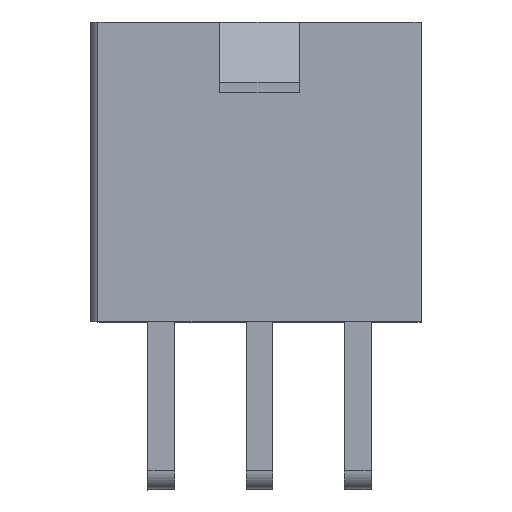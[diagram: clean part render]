
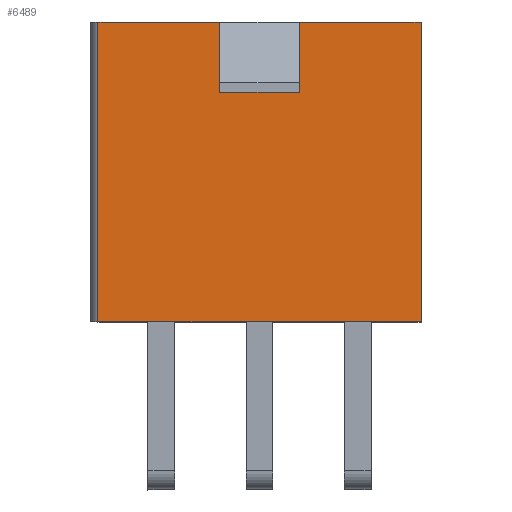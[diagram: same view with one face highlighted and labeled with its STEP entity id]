
A CAD part, top view. The second image highlights one B-rep face of the part: STEP entity #6489.
In plain terms, the highlighted planar face has unit normal (0, 0, 1).
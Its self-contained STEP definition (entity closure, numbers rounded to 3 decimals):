
#563=ORIENTED_EDGE('',*,*,#1721,.F.);
#564=ORIENTED_EDGE('',*,*,#1722,.F.);
#565=ORIENTED_EDGE('',*,*,#1725,.F.);
#566=ORIENTED_EDGE('',*,*,#1775,.F.);
#567=ORIENTED_EDGE('',*,*,#1774,.T.);
#568=ORIENTED_EDGE('',*,*,#1776,.T.);
#569=ORIENTED_EDGE('',*,*,#1769,.F.);
#570=ORIENTED_EDGE('',*,*,#1777,.F.);
#1721=EDGE_CURVE('',#2304,#2303,#2760,.T.);
#1722=EDGE_CURVE('',#2305,#2304,#2761,.T.);
#1725=EDGE_CURVE('',#2306,#2305,#2764,.T.);
#1769=EDGE_CURVE('',#2338,#2339,#2808,.T.);
#1774=EDGE_CURVE('',#2340,#2341,#2813,.T.);
#1775=EDGE_CURVE('',#2340,#2306,#2814,.T.);
#1776=EDGE_CURVE('',#2341,#2339,#2815,.T.);
#1777=EDGE_CURVE('',#2303,#2338,#2816,.T.);
#2303=VERTEX_POINT('',#8797);
#2304=VERTEX_POINT('',#8799);
#2305=VERTEX_POINT('',#8803);
#2306=VERTEX_POINT('',#8807);
#2338=VERTEX_POINT('',#8896);
#2339=VERTEX_POINT('',#8898);
#2340=VERTEX_POINT('',#8903);
#2341=VERTEX_POINT('',#8905);
#2760=LINE('',#8800,#3355);
#2761=LINE('',#8802,#3356);
#2764=LINE('',#8808,#3359);
#2808=LINE('',#8897,#3403);
#2813=LINE('',#8906,#3408);
#2814=LINE('',#8908,#3409);
#2815=LINE('',#8909,#3410);
#2816=LINE('',#8910,#3411);
#3355=VECTOR('',#7367,1000.);
#3356=VECTOR('',#7370,1000.);
#3359=VECTOR('',#7375,1000.);
#3403=VECTOR('',#7445,1000.);
#3408=VECTOR('',#7452,1000.);
#3409=VECTOR('',#7455,1000.);
#3410=VECTOR('',#7456,1000.);
#3411=VECTOR('',#7457,1000.);
#3801=EDGE_LOOP('',(#563,#564,#565,#566,#567,#568,#569,#570));
#4102=FACE_BOUND('',#3801,.T.);
#4391=PLANE('',#6764);
#6489=ADVANCED_FACE('',(#4102),#4391,.T.);
#6764=AXIS2_PLACEMENT_3D('',#8907,#7453,#7454);
#7367=DIRECTION('',(0.,-1.,0.));
#7370=DIRECTION('',(-1.,0.,0.));
#7375=DIRECTION('',(0.,1.,0.));
#7445=DIRECTION('',(0.,1.,0.));
#7452=DIRECTION('',(0.,1.,0.));
#7453=DIRECTION('',(0.,0.,1.));
#7454=DIRECTION('',(1.,0.,0.));
#7455=DIRECTION('',(-1.,0.,0.));
#7456=DIRECTION('',(-1.,0.,0.));
#7457=DIRECTION('',(-1.,0.,0.));
#8797=CARTESIAN_POINT('',(-1.7,-6.4,4.8));
#8799=CARTESIAN_POINT('',(-1.7,-3.4,4.8));
#8800=CARTESIAN_POINT('',(-1.7,-3.4,4.8));
#8802=CARTESIAN_POINT('',(1.7,-3.4,4.8));
#8803=CARTESIAN_POINT('',(1.7,-3.4,4.8));
#8807=CARTESIAN_POINT('',(1.7,-6.4,4.8));
#8808=CARTESIAN_POINT('',(1.7,-6.4,4.8));
#8896=CARTESIAN_POINT('',(-6.9,-6.4,4.8));
#8897=CARTESIAN_POINT('',(-6.9,-6.4,4.8));
#8898=CARTESIAN_POINT('',(-6.9,6.4,4.8));
#8903=CARTESIAN_POINT('',(6.9,-6.4,4.8));
#8905=CARTESIAN_POINT('',(6.9,6.4,4.8));
#8906=CARTESIAN_POINT('',(6.9,-6.4,4.8));
#8907=CARTESIAN_POINT('',(6.9,-6.4,4.8));
#8908=CARTESIAN_POINT('',(6.9,-6.4,4.8));
#8909=CARTESIAN_POINT('',(6.9,6.4,4.8));
#8910=CARTESIAN_POINT('',(6.9,-6.4,4.8));
